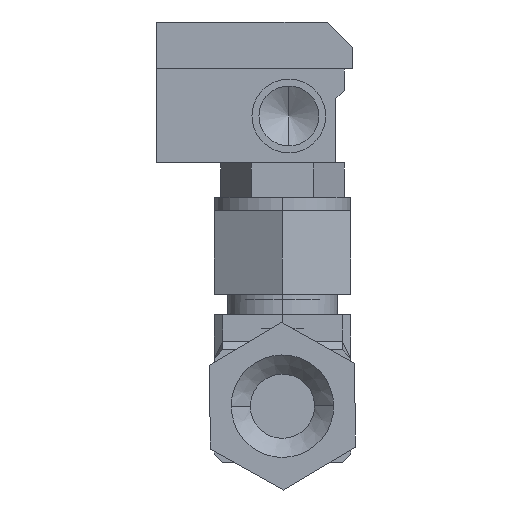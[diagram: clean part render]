
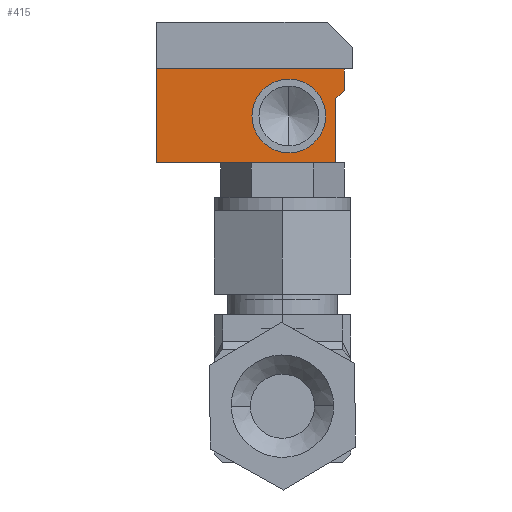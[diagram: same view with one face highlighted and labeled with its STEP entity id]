
A CAD part, left-side view. The second image highlights one B-rep face of the part: STEP entity #415.
In plain terms, the highlighted planar face has unit normal (-1, 0, 0).
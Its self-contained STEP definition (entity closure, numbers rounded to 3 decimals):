
#415=ADVANCED_FACE('',(#1455,#1456),#1457,.F.);
#1455=FACE_OUTER_BOUND('',#3371,.T.);
#1456=FACE_BOUND('',#3372,.T.);
#1457=PLANE('',#3373);
#3371=EDGE_LOOP('',(#5960,#5961,#5962,#5963,#5964,#5965));
#3372=EDGE_LOOP('',(#5966,#5967));
#3373=AXIS2_PLACEMENT_3D('',#5968,#5969,#5970);
#5960=ORIENTED_EDGE('',*,*,#12105,.T.);
#5961=ORIENTED_EDGE('',*,*,#12094,.T.);
#5962=ORIENTED_EDGE('',*,*,#12098,.T.);
#5963=ORIENTED_EDGE('',*,*,#12100,.T.);
#5964=ORIENTED_EDGE('',*,*,#12055,.T.);
#5965=ORIENTED_EDGE('',*,*,#12103,.T.);
#5966=ORIENTED_EDGE('',*,*,#12043,.T.);
#5967=ORIENTED_EDGE('',*,*,#12023,.T.);
#5968=CARTESIAN_POINT('',(0.,19.,68.7));
#5969=DIRECTION('',(1.0,0.,0.));
#5970=DIRECTION('',(0.,0.,-1.0));
#12023=EDGE_CURVE('',#14293,#14290,#14294,.T.);
#12043=EDGE_CURVE('',#14290,#14293,#14324,.T.);
#12055=EDGE_CURVE('',#14339,#14337,#14340,.T.);
#12094=EDGE_CURVE('',#14382,#14380,#14383,.T.);
#12098=EDGE_CURVE('',#14380,#14387,#14389,.T.);
#12100=EDGE_CURVE('',#14387,#14339,#14391,.T.);
#12103=EDGE_CURVE('',#14337,#14394,#14396,.T.);
#12105=EDGE_CURVE('',#14394,#14382,#14398,.T.);
#14290=VERTEX_POINT('',#17950);
#14293=VERTEX_POINT('',#17954);
#14294=CIRCLE('',#17955,6.858);
#14324=CIRCLE('',#17992,6.858);
#14337=VERTEX_POINT('',#18006);
#14339=VERTEX_POINT('',#18009);
#14340=LINE('',#18010,#18011);
#14380=VERTEX_POINT('',#18053);
#14382=VERTEX_POINT('',#18056);
#14383=LINE('',#18057,#18058);
#14387=VERTEX_POINT('',#18064);
#14389=LINE('',#18067,#18068);
#14391=LINE('',#18071,#18072);
#14394=VERTEX_POINT('',#18076);
#14396=LINE('',#18079,#18080);
#14398=LINE('',#18083,#18084);
#17950=CARTESIAN_POINT('',(0.,11.506,75.4));
#17954=CARTESIAN_POINT('',(0.,11.506,61.684));
#17955=AXIS2_PLACEMENT_3D('',#23664,#23665,#23666);
#17992=AXIS2_PLACEMENT_3D('',#23710,#23711,#23712);
#18006=CARTESIAN_POINT('',(0.,2.781,59.804));
#18009=CARTESIAN_POINT('',(0.,36.119,59.804));
#18010=CARTESIAN_POINT('',(0.,36.119,59.804));
#18011=VECTOR('',#23742,10.0);
#18053=CARTESIAN_POINT('',(0.,1.194,77.279));
#18056=CARTESIAN_POINT('',(0.,1.194,73.31));
#18057=CARTESIAN_POINT('',(0.,1.194,73.31));
#18058=VECTOR('',#23851,10.0);
#18064=CARTESIAN_POINT('',(0.,36.119,77.279));
#18067=CARTESIAN_POINT('',(0.,1.194,77.279));
#18068=VECTOR('',#23855,10.0);
#18071=CARTESIAN_POINT('',(0.,36.119,77.279));
#18072=VECTOR('',#23857,10.0);
#18076=CARTESIAN_POINT('',(0.,2.781,71.723));
#18079=CARTESIAN_POINT('',(0.,2.781,59.804));
#18080=VECTOR('',#23860,10.0);
#18083=CARTESIAN_POINT('',(0.,2.781,71.723));
#18084=VECTOR('',#23862,10.0);
#23664=CARTESIAN_POINT('',(0.,11.506,68.542));
#23665=DIRECTION('',(1.0,0.,0.));
#23666=DIRECTION('',(0.,0.,1.0));
#23710=CARTESIAN_POINT('',(0.,11.506,68.542));
#23711=DIRECTION('',(1.0,0.,0.));
#23712=DIRECTION('',(0.,0.,1.0));
#23742=DIRECTION('',(0.,-1.0,0.));
#23851=DIRECTION('',(0.,0.,1.0));
#23855=DIRECTION('',(0.,1.0,0.));
#23857=DIRECTION('',(0.,0.,-1.0));
#23860=DIRECTION('',(0.,0.,1.0));
#23862=DIRECTION('',(0.,-0.707,0.707));
